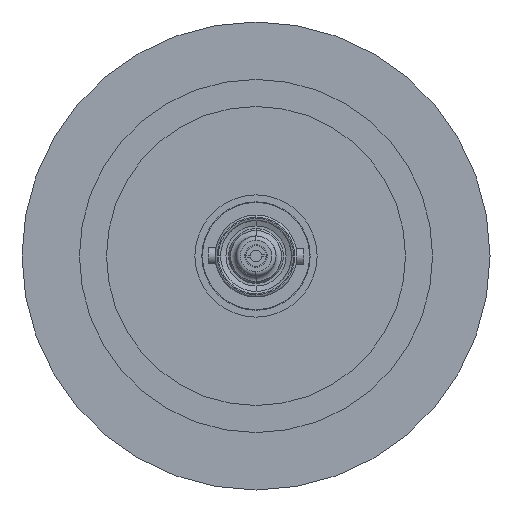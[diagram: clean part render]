
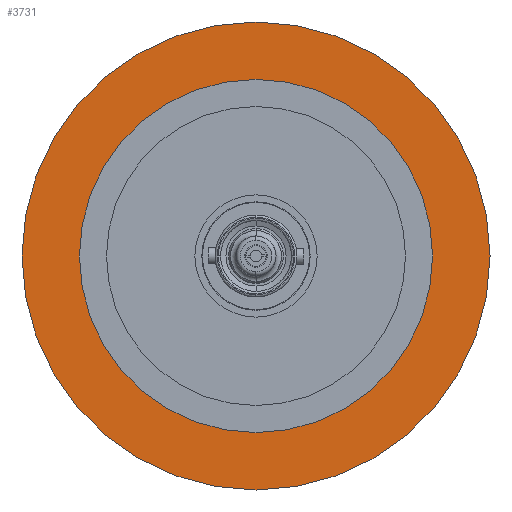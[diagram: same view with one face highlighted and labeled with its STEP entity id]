
A CAD part, front view. The second image highlights one B-rep face of the part: STEP entity #3731.
In plain terms, the highlighted planar face has unit normal (0, -1, 0).
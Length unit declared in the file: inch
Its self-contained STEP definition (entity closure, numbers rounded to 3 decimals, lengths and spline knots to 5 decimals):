
#52 = CARTESIAN_POINT ( 'NONE',  ( 0., 0., 0. ) ) ;
#54 = DIRECTION ( 'NONE',  ( 0., 1., 0. ) ) ;
#56 = DIRECTION ( 'NONE',  ( 0., 0., 1. ) ) ;
#66 = CARTESIAN_POINT ( 'NONE',  ( 0., 0., 0. ) ) ;
#68 = DIRECTION ( 'NONE',  ( 0., -1., 0. ) ) ;
#70 = DIRECTION ( 'NONE',  ( 0., 0., -1. ) ) ;
#514 = EDGE_CURVE ( 'NONE', #4327, #4326, #2220, .T. ) ;
#517 = EDGE_CURVE ( 'NONE', #4328, #4324, #2226, .T. ) ;
#701 = CIRCLE ( 'NONE', #2274, 1.08 ) ;
#703 = CIRCLE ( 'NONE', #2276, 0.815 ) ;
#1026 = AXIS2_PLACEMENT_3D ( 'NONE', #6714, #6715, #6716 ) ;
#1027 = AXIS2_PLACEMENT_3D ( 'NONE', #6720, #6721, #6722 ) ;
#1863 = FACE_BOUND ( 'NONE', #4890, .T. ) ;
#1869 = FACE_OUTER_BOUND ( 'NONE', #4883, .T. ) ;
#2220 = CIRCLE ( 'NONE', #1026, 0.815 ) ;
#2226 = CIRCLE ( 'NONE', #1027, 1.08 ) ;
#2274 = AXIS2_PLACEMENT_3D ( 'NONE', #52, #54, #56 ) ;
#2276 = AXIS2_PLACEMENT_3D ( 'NONE', #66, #68, #70 ) ;
#2626 = CARTESIAN_POINT ( 'NONE',  ( 0., 0., 0. ) ) ;
#2631 = PLANE ( 'NONE',  #4794 ) ;
#2636 = DIRECTION ( 'NONE',  ( 0., 1., 0. ) ) ;
#2637 = DIRECTION ( 'NONE',  ( 0., 0., 1. ) ) ;
#3731 = ADVANCED_FACE ( 'NONE', ( #1863, #1869 ), #2631, .F. ) ;
#4324 = VERTEX_POINT ( 'NONE', #5354 ) ;
#4326 = VERTEX_POINT ( 'NONE', #5356 ) ;
#4327 = VERTEX_POINT ( 'NONE', #5357 ) ;
#4328 = VERTEX_POINT ( 'NONE', #5358 ) ;
#4794 = AXIS2_PLACEMENT_3D ( 'NONE', #2626, #2636, #2637 ) ;
#4883 = EDGE_LOOP ( 'NONE', ( #5773, #5772 ) ) ;
#4890 = EDGE_LOOP ( 'NONE', ( #5775, #5774 ) ) ;
#5101 = EDGE_CURVE ( 'NONE', #4324, #4328, #701, .T. ) ;
#5103 = EDGE_CURVE ( 'NONE', #4326, #4327, #703, .T. ) ;
#5354 = CARTESIAN_POINT ( 'NONE',  ( 0., 0., -1.08 ) ) ;
#5356 = CARTESIAN_POINT ( 'NONE',  ( 0., 0., -0.815 ) ) ;
#5357 = CARTESIAN_POINT ( 'NONE',  ( 0., 0., 0.815 ) ) ;
#5358 = CARTESIAN_POINT ( 'NONE',  ( 0., 0., 1.08 ) ) ;
#5772 = ORIENTED_EDGE ( 'NONE', *, *, #517, .F. ) ;
#5773 = ORIENTED_EDGE ( 'NONE', *, *, #5101, .F. ) ;
#5774 = ORIENTED_EDGE ( 'NONE', *, *, #514, .F. ) ;
#5775 = ORIENTED_EDGE ( 'NONE', *, *, #5103, .F. ) ;
#6714 = CARTESIAN_POINT ( 'NONE',  ( 0., 0., 0. ) ) ;
#6715 = DIRECTION ( 'NONE',  ( 0., -1., 0. ) ) ;
#6716 = DIRECTION ( 'NONE',  ( 0., 0., -1. ) ) ;
#6720 = CARTESIAN_POINT ( 'NONE',  ( 0., 0., 0. ) ) ;
#6721 = DIRECTION ( 'NONE',  ( 0., 1., 0. ) ) ;
#6722 = DIRECTION ( 'NONE',  ( 0., 0., 1. ) ) ;
